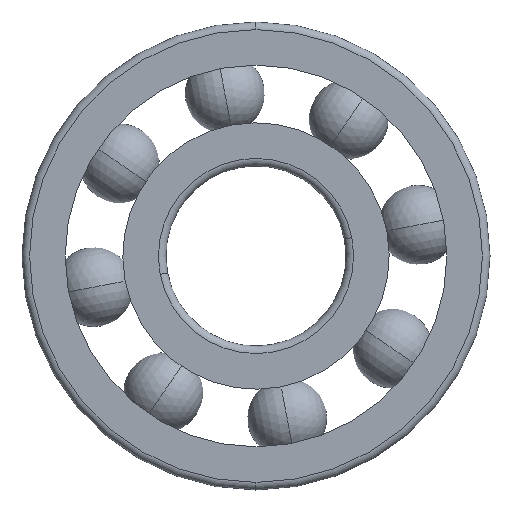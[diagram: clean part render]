
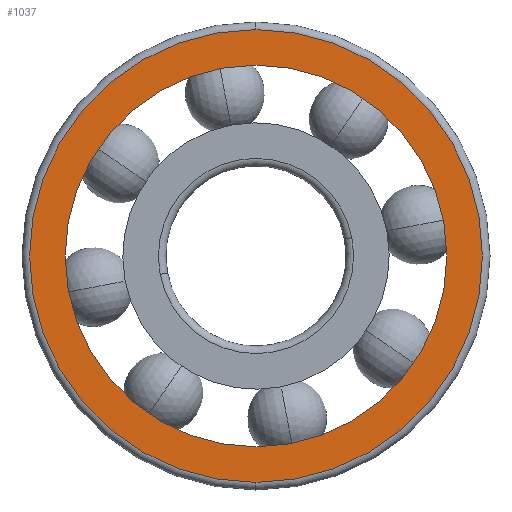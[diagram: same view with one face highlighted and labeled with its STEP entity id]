
A CAD part, left-side view. The second image highlights one B-rep face of the part: STEP entity #1037.
In plain terms, the highlighted planar face has unit normal (-1, 0, 0).
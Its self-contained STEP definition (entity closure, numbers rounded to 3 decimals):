
#15 = AXIS2_PLACEMENT_3D ( 'NONE', #652, #160, #267 ) ;
#19 = EDGE_CURVE ( 'NONE', #637, #551, #212, .T. ) ;
#50 = AXIS2_PLACEMENT_3D ( 'NONE', #896, #1030, #485 ) ;
#83 = AXIS2_PLACEMENT_3D ( 'NONE', #755, #179, #521 ) ;
#154 = CARTESIAN_POINT ( 'NONE',  ( -15.5, 0., 62.9 ) ) ;
#160 = DIRECTION ( 'NONE',  ( -1., 0., 0. ) ) ;
#163 = VERTEX_POINT ( 'NONE', #860 ) ;
#179 = DIRECTION ( 'NONE',  ( -1., 0., 0. ) ) ;
#201 = EDGE_LOOP ( 'NONE', ( #277, #428 ) ) ;
#204 = CARTESIAN_POINT ( 'NONE',  ( -15.5, 0., 0. ) ) ;
#212 = CIRCLE ( 'NONE', #813, 62.9 ) ;
#223 = CARTESIAN_POINT ( 'NONE',  ( -15.5, 0., -53. ) ) ;
#243 = EDGE_CURVE ( 'NONE', #551, #637, #671, .T. ) ;
#267 = DIRECTION ( 'NONE',  ( 0., 0., 1. ) ) ;
#277 = ORIENTED_EDGE ( 'NONE', *, *, #243, .T. ) ;
#349 = DIRECTION ( 'NONE',  ( 0., 0., -1. ) ) ;
#391 = VERTEX_POINT ( 'NONE', #223 ) ;
#393 = DIRECTION ( 'NONE',  ( 0., 0., -1. ) ) ;
#401 = FACE_BOUND ( 'NONE', #944, .T. ) ;
#428 = ORIENTED_EDGE ( 'NONE', *, *, #19, .T. ) ;
#476 = ORIENTED_EDGE ( 'NONE', *, *, #486, .F. ) ;
#485 = DIRECTION ( 'NONE',  ( 0., 0., -1. ) ) ;
#486 = EDGE_CURVE ( 'NONE', #391, #163, #625, .T. ) ;
#521 = DIRECTION ( 'NONE',  ( 0., 0., 1. ) ) ;
#551 = VERTEX_POINT ( 'NONE', #692 ) ;
#625 = CIRCLE ( 'NONE', #83, 53. ) ;
#630 = PLANE ( 'NONE',  #50 ) ;
#637 = VERTEX_POINT ( 'NONE', #154 ) ;
#652 = CARTESIAN_POINT ( 'NONE',  ( -15.5, 0., 0. ) ) ;
#659 = CARTESIAN_POINT ( 'NONE',  ( -15.5, 0., 0. ) ) ;
#671 = CIRCLE ( 'NONE', #758, 62.9 ) ;
#692 = CARTESIAN_POINT ( 'NONE',  ( -15.5, 0., -62.9 ) ) ;
#755 = CARTESIAN_POINT ( 'NONE',  ( -15.5, 0., 0. ) ) ;
#758 = AXIS2_PLACEMENT_3D ( 'NONE', #204, #1024, #393 ) ;
#813 = AXIS2_PLACEMENT_3D ( 'NONE', #659, #819, #349 ) ;
#819 = DIRECTION ( 'NONE',  ( -1., 0., 0. ) ) ;
#855 = EDGE_CURVE ( 'NONE', #163, #391, #987, .T. ) ;
#860 = CARTESIAN_POINT ( 'NONE',  ( -15.5, 0., 53. ) ) ;
#890 = FACE_OUTER_BOUND ( 'NONE', #201, .T. ) ;
#896 = CARTESIAN_POINT ( 'NONE',  ( -15.5, 65., 0. ) ) ;
#944 = EDGE_LOOP ( 'NONE', ( #952, #476 ) ) ;
#952 = ORIENTED_EDGE ( 'NONE', *, *, #855, .F. ) ;
#987 = CIRCLE ( 'NONE', #15, 53. ) ;
#1024 = DIRECTION ( 'NONE',  ( -1., 0., 0. ) ) ;
#1030 = DIRECTION ( 'NONE',  ( 1., 0., 0. ) ) ;
#1037 = ADVANCED_FACE ( 'NONE', ( #890, #401 ), #630, .F. ) ;
